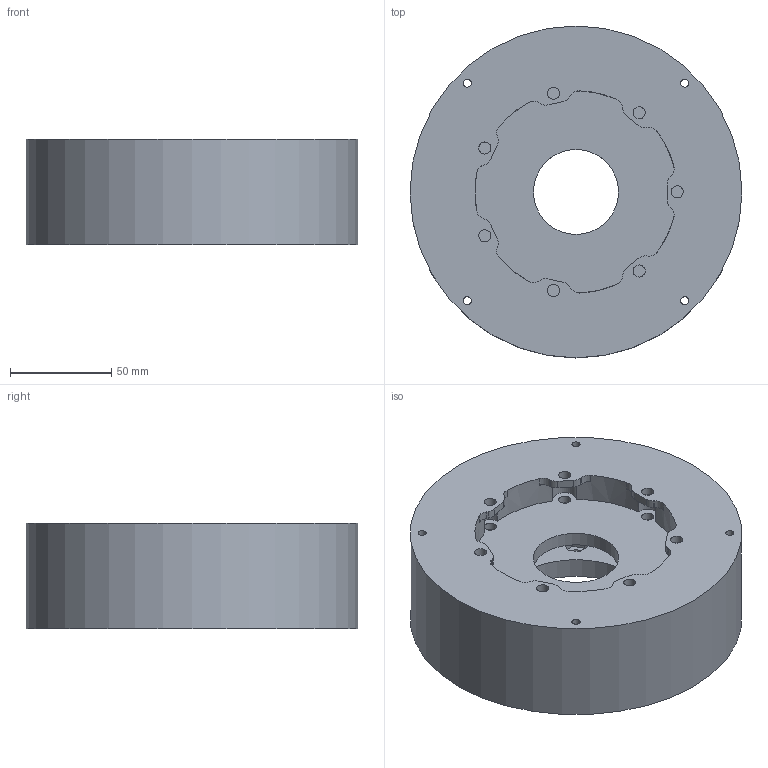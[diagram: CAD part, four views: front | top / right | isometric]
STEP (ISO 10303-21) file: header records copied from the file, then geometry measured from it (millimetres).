
FILE_DESCRIPTION(/* description */ ('STEP AP242','CAx-IF Rec.Pracs.---Representation and Presentation of Product Manufacturing Information (PMI)---4.0---2014-10-13','CAx-IF Rec.Pracs.---3D Tessellated Geometry---0.4---2014-09-14','2;1'),/* implementation_level */ '2;1');
FILE_NAME(/* name */ 'Nema 34 Gear box Assem - bottom of the gear box 34',/* time_stamp */ '2025-10-25T23:03:16Z',/* author */ (''),/* organization */ (''),/* preprocessor_version */ 'ST-DEVELOPER v20',/* originating_system */ 'ONSHAPE BY PTC INC, 1.205',/* authorisation */ ' ');
FILE_SCHEMA (('AP242_MANAGED_MODEL_BASED_3D_ENGINEERING_MIM_LF { 1 0 10303 442 1 1 4 }'));
Length unit declared in the file: metre
Products named in the file (1): bottom of the gear box 34
Bounding box: 164 x 164 x 52 mm (x, y, z)
Volume: 612281.7 mm3; surface area: 112009 mm2
Topology: 1 solids, 1 shells, 136 faces, 360 edges, 240 vertices
Faces by surface type: plane 68, cylinder 68
Full cylindrical faces by diameter (mm): 4 x4, 6 x18, 42 x1, 73 x1, 140 x1, 164 x1
Entity records: 5183 total; most frequent: DIRECTION 758, CARTESIAN_POINT 711, ORIENTED_EDGE 668, EDGE_CURVE 334, AXIS2_PLACEMENT_3D 287, VERTEX_POINT 240, EDGE_LOOP 208, FACE_BOUND 208
